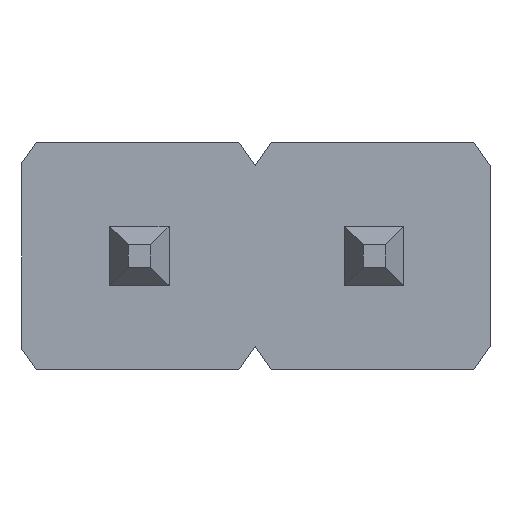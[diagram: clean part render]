
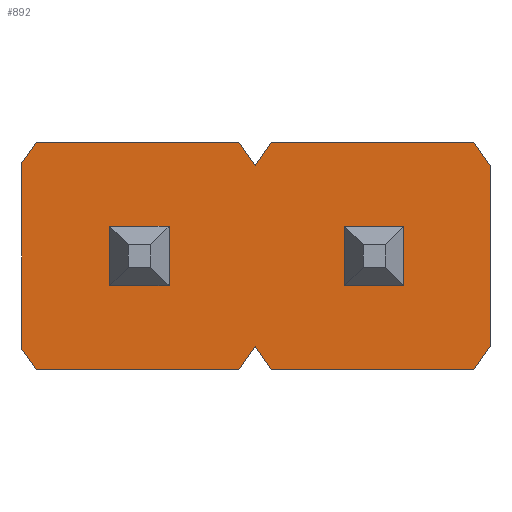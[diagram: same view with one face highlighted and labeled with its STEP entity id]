
A CAD part, front view. The second image highlights one B-rep face of the part: STEP entity #892.
In plain terms, the highlighted planar face has unit normal (0, -1, 0).
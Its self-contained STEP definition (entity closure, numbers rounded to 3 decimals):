
#21=FACE_BOUND('',#101,.T.);
#22=FACE_BOUND('',#102,.T.);
#46=FACE_OUTER_BOUND('',#100,.T.);
#100=EDGE_LOOP('',(#683,#684,#685,#686,#687,#688,#689,#690,#691,#692,#693,
#694,#695,#696));
#101=EDGE_LOOP('',(#697,#698,#699,#700));
#102=EDGE_LOOP('',(#701,#702,#703,#704));
#131=LINE('',#1221,#253);
#135=LINE('',#1229,#257);
#138=LINE('',#1235,#260);
#141=LINE('',#1240,#263);
#143=LINE('',#1245,#265);
#147=LINE('',#1253,#269);
#150=LINE('',#1259,#272);
#153=LINE('',#1264,#275);
#155=LINE('',#1269,#277);
#159=LINE('',#1277,#281);
#162=LINE('',#1283,#284);
#165=LINE('',#1289,#287);
#168=LINE('',#1295,#290);
#171=LINE('',#1301,#293);
#174=LINE('',#1307,#296);
#177=LINE('',#1313,#299);
#180=LINE('',#1319,#302);
#183=LINE('',#1325,#305);
#186=LINE('',#1331,#308);
#189=LINE('',#1337,#311);
#192=LINE('',#1343,#314);
#195=LINE('',#1348,#317);
#253=VECTOR('',#993,10.);
#257=VECTOR('',#999,10.);
#260=VECTOR('',#1004,10.);
#263=VECTOR('',#1009,10.);
#265=VECTOR('',#1013,10.);
#269=VECTOR('',#1019,10.);
#272=VECTOR('',#1024,10.);
#275=VECTOR('',#1029,10.);
#277=VECTOR('',#1033,10.);
#281=VECTOR('',#1039,10.);
#284=VECTOR('',#1044,10.);
#287=VECTOR('',#1049,10.);
#290=VECTOR('',#1054,10.);
#293=VECTOR('',#1059,10.);
#296=VECTOR('',#1064,10.);
#299=VECTOR('',#1069,10.);
#302=VECTOR('',#1074,10.);
#305=VECTOR('',#1079,10.);
#308=VECTOR('',#1084,10.);
#311=VECTOR('',#1089,10.);
#314=VECTOR('',#1094,10.);
#317=VECTOR('',#1099,10.);
#375=VERTEX_POINT('',#1219);
#376=VERTEX_POINT('',#1220);
#379=VERTEX_POINT('',#1228);
#381=VERTEX_POINT('',#1234);
#383=VERTEX_POINT('',#1243);
#384=VERTEX_POINT('',#1244);
#387=VERTEX_POINT('',#1252);
#389=VERTEX_POINT('',#1258);
#391=VERTEX_POINT('',#1267);
#392=VERTEX_POINT('',#1268);
#395=VERTEX_POINT('',#1276);
#397=VERTEX_POINT('',#1282);
#399=VERTEX_POINT('',#1288);
#401=VERTEX_POINT('',#1294);
#403=VERTEX_POINT('',#1300);
#405=VERTEX_POINT('',#1306);
#407=VERTEX_POINT('',#1312);
#409=VERTEX_POINT('',#1318);
#411=VERTEX_POINT('',#1324);
#413=VERTEX_POINT('',#1330);
#415=VERTEX_POINT('',#1336);
#417=VERTEX_POINT('',#1342);
#451=EDGE_CURVE('',#375,#376,#131,.T.);
#455=EDGE_CURVE('',#379,#375,#135,.T.);
#458=EDGE_CURVE('',#381,#379,#138,.T.);
#461=EDGE_CURVE('',#376,#381,#141,.T.);
#463=EDGE_CURVE('',#383,#384,#143,.T.);
#467=EDGE_CURVE('',#387,#383,#147,.T.);
#470=EDGE_CURVE('',#389,#387,#150,.T.);
#473=EDGE_CURVE('',#384,#389,#153,.T.);
#475=EDGE_CURVE('',#391,#392,#155,.T.);
#479=EDGE_CURVE('',#392,#395,#159,.T.);
#482=EDGE_CURVE('',#397,#395,#162,.T.);
#485=EDGE_CURVE('',#397,#399,#165,.T.);
#488=EDGE_CURVE('',#399,#401,#168,.T.);
#491=EDGE_CURVE('',#403,#401,#171,.T.);
#494=EDGE_CURVE('',#405,#403,#174,.T.);
#497=EDGE_CURVE('',#405,#407,#177,.T.);
#500=EDGE_CURVE('',#409,#407,#180,.T.);
#503=EDGE_CURVE('',#411,#409,#183,.T.);
#506=EDGE_CURVE('',#413,#411,#186,.T.);
#509=EDGE_CURVE('',#413,#415,#189,.T.);
#512=EDGE_CURVE('',#415,#417,#192,.T.);
#515=EDGE_CURVE('',#391,#417,#195,.T.);
#683=ORIENTED_EDGE('',*,*,#515,.F.);
#684=ORIENTED_EDGE('',*,*,#475,.T.);
#685=ORIENTED_EDGE('',*,*,#479,.T.);
#686=ORIENTED_EDGE('',*,*,#482,.F.);
#687=ORIENTED_EDGE('',*,*,#485,.T.);
#688=ORIENTED_EDGE('',*,*,#488,.T.);
#689=ORIENTED_EDGE('',*,*,#491,.F.);
#690=ORIENTED_EDGE('',*,*,#494,.F.);
#691=ORIENTED_EDGE('',*,*,#497,.T.);
#692=ORIENTED_EDGE('',*,*,#500,.F.);
#693=ORIENTED_EDGE('',*,*,#503,.F.);
#694=ORIENTED_EDGE('',*,*,#506,.F.);
#695=ORIENTED_EDGE('',*,*,#509,.T.);
#696=ORIENTED_EDGE('',*,*,#512,.T.);
#697=ORIENTED_EDGE('',*,*,#473,.F.);
#698=ORIENTED_EDGE('',*,*,#463,.F.);
#699=ORIENTED_EDGE('',*,*,#467,.F.);
#700=ORIENTED_EDGE('',*,*,#470,.F.);
#701=ORIENTED_EDGE('',*,*,#461,.F.);
#702=ORIENTED_EDGE('',*,*,#451,.F.);
#703=ORIENTED_EDGE('',*,*,#455,.F.);
#704=ORIENTED_EDGE('',*,*,#458,.F.);
#840=PLANE('',#960);
#892=ADVANCED_FACE('',(#46,#21,#22),#840,.F.);
#960=AXIS2_PLACEMENT_3D('',#1351,#1103,#1104);
#993=DIRECTION('',(0.,0.,-1.));
#999=DIRECTION('',(-1.,0.,0.));
#1004=DIRECTION('',(0.,0.,1.));
#1009=DIRECTION('',(1.,0.,0.));
#1013=DIRECTION('',(-1.,0.,0.));
#1019=DIRECTION('',(0.,0.,1.));
#1024=DIRECTION('',(1.,0.,0.));
#1029=DIRECTION('',(0.,0.,-1.));
#1033=DIRECTION('',(0.574,0.,-0.819));
#1039=DIRECTION('',(1.,0.,0.));
#1044=DIRECTION('',(-0.574,0.,-0.819));
#1049=DIRECTION('',(0.,0.,1.));
#1054=DIRECTION('',(-0.574,0.,0.819));
#1059=DIRECTION('',(1.,0.,0.));
#1064=DIRECTION('',(0.574,0.,0.819));
#1069=DIRECTION('',(-0.574,0.,0.819));
#1074=DIRECTION('',(1.,0.,0.));
#1079=DIRECTION('',(0.574,0.,0.819));
#1084=DIRECTION('',(0.,0.,1.));
#1089=DIRECTION('',(0.574,0.,-0.819));
#1094=DIRECTION('',(1.,0.,0.));
#1099=DIRECTION('',(-0.574,0.,-0.819));
#1103=DIRECTION('center_axis',(0.,1.,0.));
#1104=DIRECTION('ref_axis',(1.,0.,0.));
#1219=CARTESIAN_POINT('',(0.95,0.,1.55));
#1220=CARTESIAN_POINT('',(0.95,0.,0.91));
#1221=CARTESIAN_POINT('',(0.95,0.,1.55));
#1228=CARTESIAN_POINT('',(1.59,0.,1.55));
#1229=CARTESIAN_POINT('',(1.59,0.,1.55));
#1234=CARTESIAN_POINT('',(1.59,0.,0.91));
#1235=CARTESIAN_POINT('',(1.59,0.,0.91));
#1240=CARTESIAN_POINT('',(0.95,0.,0.91));
#1243=CARTESIAN_POINT('',(4.13,0.,1.55));
#1244=CARTESIAN_POINT('',(3.49,0.,1.55));
#1245=CARTESIAN_POINT('',(4.13,0.,1.55));
#1252=CARTESIAN_POINT('',(4.13,0.,0.91));
#1253=CARTESIAN_POINT('',(4.13,0.,0.91));
#1258=CARTESIAN_POINT('',(3.49,0.,0.91));
#1259=CARTESIAN_POINT('',(3.49,0.,0.91));
#1264=CARTESIAN_POINT('',(3.49,0.,1.55));
#1267=CARTESIAN_POINT('',(2.521,0.,0.25));
#1268=CARTESIAN_POINT('',(2.696,0.,0.));
#1269=CARTESIAN_POINT('',(2.521,0.,0.25));
#1276=CARTESIAN_POINT('',(4.886,0.,0.));
#1277=CARTESIAN_POINT('',(2.696,0.,0.));
#1282=CARTESIAN_POINT('',(5.061,0.,0.25));
#1283=CARTESIAN_POINT('',(5.061,0.,0.25));
#1288=CARTESIAN_POINT('',(5.061,0.,2.21));
#1289=CARTESIAN_POINT('',(5.061,0.,0.25));
#1294=CARTESIAN_POINT('',(4.886,0.,2.46));
#1295=CARTESIAN_POINT('',(5.061,0.,2.21));
#1300=CARTESIAN_POINT('',(2.696,0.,2.46));
#1301=CARTESIAN_POINT('',(2.696,0.,2.46));
#1306=CARTESIAN_POINT('',(2.521,0.,2.21));
#1307=CARTESIAN_POINT('',(2.521,0.,2.21));
#1312=CARTESIAN_POINT('',(2.346,0.,2.46));
#1313=CARTESIAN_POINT('',(2.521,0.,2.21));
#1318=CARTESIAN_POINT('',(0.156,0.,2.46));
#1319=CARTESIAN_POINT('',(0.156,0.,2.46));
#1324=CARTESIAN_POINT('',(0.,0.,2.237));
#1325=CARTESIAN_POINT('',(0.,0.,2.237));
#1330=CARTESIAN_POINT('',(0.,0.,0.223));
#1331=CARTESIAN_POINT('',(0.,0.,0.223));
#1336=CARTESIAN_POINT('',(0.156,0.,0.));
#1337=CARTESIAN_POINT('',(0.,0.,0.223));
#1342=CARTESIAN_POINT('',(2.346,0.,0.));
#1343=CARTESIAN_POINT('',(0.156,0.,0.));
#1348=CARTESIAN_POINT('',(2.521,0.,0.25));
#1351=CARTESIAN_POINT('Origin',(2.53,0.,1.23));
